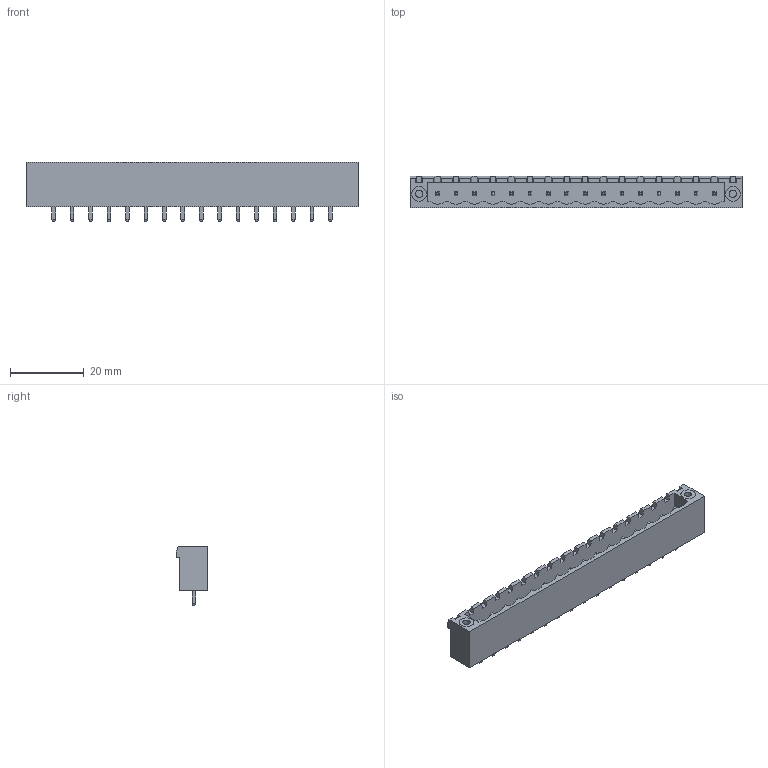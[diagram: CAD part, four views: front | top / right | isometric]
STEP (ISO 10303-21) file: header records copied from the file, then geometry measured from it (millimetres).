
FILE_DESCRIPTION(/* description */ ('model of PhoenixContact_MSTBV-GF_16x5.00mm_Vertical_ThreadedFlange.'),/* implementation_level */ FILE_NAME(/* name */ 'PhoenixContact_MSTBV-GF_16x5.00mm_Vertical_ThreadedFlange..stp',/* time_stamp */ '2017-02-24T02:37:56',/* author */ ('Rene Poeschl',''),/* organization */ (''),/* preprocessor_version */ '',/* originating_system */ '',/* authorisation */ '');
FILE_NAME(/* name */ 'PhoenixContact_MSTBV-GF_16x5.00mm_Vertical_ThreadedFlange..stp',/* time_stamp */ '2017-02-24T02:37:56',/* author */ ('Rene Poeschl',''),/* organization */ (''),/* preprocessor_version */ '',/* originating_system */ '',/* authorisation */ '');
FILE_SCHEMA(('AUTOMOTIVE_DESIGN_CC2 { 1 2 10303 214 -1 1 5 4 }'));
Length unit declared in the file: millimetre
Products named in the file (1): MSTBV_01x16_GF_5_00mm
Bounding box: 90 x 8.6 x 16 mm (x, y, z)
Volume: 4658.5 mm3; surface area: 6038.5 mm2
Topology: 1 solids, 1 shells, 429 faces, 1011 edges, 620 vertices
Faces by surface type: plane 411, cylinder 18
Full cylindrical faces by diameter (mm): 2 x2
Entity records: 27717 total; most frequent: CARTESIAN_POINT 4447, DIRECTION 3597, LINE 2627, VECTOR 2627, ORIENTED_EDGE 2022, PCURVE 2022, DEFINITIONAL_REPRESENTATION 2022, EDGE_CURVE 1011
